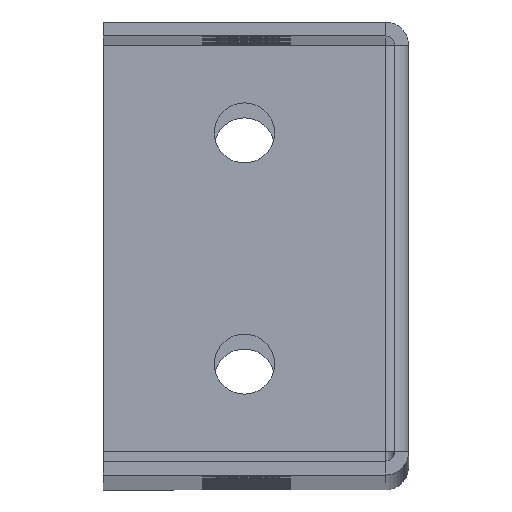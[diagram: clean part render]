
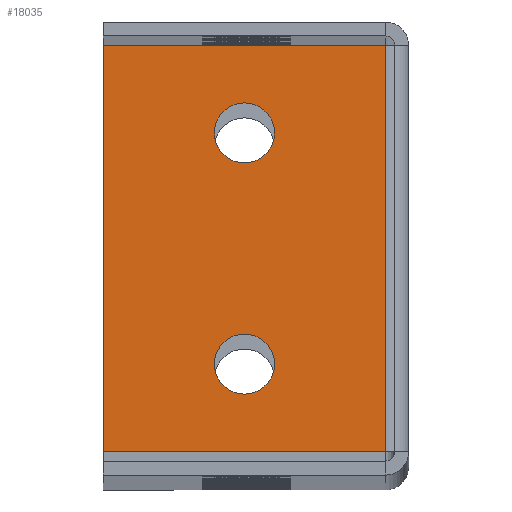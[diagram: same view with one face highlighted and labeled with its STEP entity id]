
A CAD part, top view. The second image highlights one B-rep face of the part: STEP entity #18035.
In plain terms, the highlighted planar face has unit normal (0, 0, 1).
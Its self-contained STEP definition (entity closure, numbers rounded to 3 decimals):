
#36 = FACE_BOUND ( 'NONE', #2757, .T. ) ;
#846 = VERTEX_POINT ( 'NONE', #6715 ) ;
#928 = CARTESIAN_POINT ( 'NONE',  ( 7.5, -12., 926.5 ) ) ;
#935 = AXIS2_PLACEMENT_3D ( 'NONE', #10344, #18887, #19114 ) ;
#2757 = EDGE_LOOP ( 'NONE', ( #16280, #2824 ) ) ;
#2824 = ORIENTED_EDGE ( 'NONE', *, *, #7590, .T. ) ;
#3122 = AXIS2_PLACEMENT_3D ( 'NONE', #15910, #8650, #15685 ) ;
#4161 = VERTEX_POINT ( 'NONE', #8113 ) ;
#4591 = ORIENTED_EDGE ( 'NONE', *, *, #22174, .F. ) ;
#5097 = EDGE_CURVE ( 'NONE', #846, #18297, #13254, .T. ) ;
#5239 = FACE_OUTER_BOUND ( 'NONE', #6560, .T. ) ;
#5491 = EDGE_CURVE ( 'NONE', #22200, #21156, #10325, .T. ) ;
#5833 = CARTESIAN_POINT ( 'NONE',  ( 19.5, -46.5, 926.5 ) ) ;
#5887 = CARTESIAN_POINT ( 'NONE',  ( 1., -12., 926.5 ) ) ;
#6560 = EDGE_LOOP ( 'NONE', ( #4591, #9747, #16664, #18854 ) ) ;
#6715 = CARTESIAN_POINT ( 'NONE',  ( -11., -46.5, 926.5 ) ) ;
#7181 = CIRCLE ( 'NONE', #3122, 3.25 ) ;
#7590 = EDGE_CURVE ( 'NONE', #4161, #9643, #11662, .T. ) ;
#8113 = CARTESIAN_POINT ( 'NONE',  ( 7.5, -37., 926.5 ) ) ;
#8528 = CARTESIAN_POINT ( 'NONE',  ( -11., -2.5, 926.5 ) ) ;
#8650 = DIRECTION ( 'NONE',  ( 0., 0., -1. ) ) ;
#8698 = CARTESIAN_POINT ( 'NONE',  ( 0., 0., 926.5 ) ) ;
#9076 = AXIS2_PLACEMENT_3D ( 'NONE', #19293, #17572, #13994 ) ;
#9172 = LINE ( 'NONE', #5833, #15493 ) ;
#9329 = VERTEX_POINT ( 'NONE', #5887 ) ;
#9643 = VERTEX_POINT ( 'NONE', #17737 ) ;
#9747 = ORIENTED_EDGE ( 'NONE', *, *, #5491, .T. ) ;
#10014 = CARTESIAN_POINT ( 'NONE',  ( 0., -46.5, 926.5 ) ) ;
#10078 = ORIENTED_EDGE ( 'NONE', *, *, #17046, .T. ) ;
#10325 = LINE ( 'NONE', #15632, #21789 ) ;
#10344 = CARTESIAN_POINT ( 'NONE',  ( 4.25, -12., 926.5 ) ) ;
#10452 = DIRECTION ( 'NONE',  ( 0., -1., 0. ) ) ;
#10886 = CIRCLE ( 'NONE', #935, 3.25 ) ;
#11406 = DIRECTION ( 'NONE',  ( 1., 0., 0. ) ) ;
#11662 = CIRCLE ( 'NONE', #9076, 3.25 ) ;
#12305 = CARTESIAN_POINT ( 'NONE',  ( -11., 0., 926.5 ) ) ;
#12500 = FACE_BOUND ( 'NONE', #18000, .T. ) ;
#12530 = LINE ( 'NONE', #12305, #13264 ) ;
#13253 = CIRCLE ( 'NONE', #14352, 3.25 ) ;
#13254 = LINE ( 'NONE', #10014, #15510 ) ;
#13264 = VECTOR ( 'NONE', #10452, 1000. ) ;
#13859 = EDGE_CURVE ( 'NONE', #21137, #9329, #13253, .T. ) ;
#13994 = DIRECTION ( 'NONE',  ( -1., 0., 0. ) ) ;
#14000 = PLANE ( 'NONE',  #21245 ) ;
#14238 = EDGE_CURVE ( 'NONE', #21156, #846, #12530, .T. ) ;
#14250 = CARTESIAN_POINT ( 'NONE',  ( 19.5, -2.5, 926.5 ) ) ;
#14352 = AXIS2_PLACEMENT_3D ( 'NONE', #17284, #20639, #19023 ) ;
#15493 = VECTOR ( 'NONE', #20009, 1000. ) ;
#15510 = VECTOR ( 'NONE', #11406, 1000. ) ;
#15632 = CARTESIAN_POINT ( 'NONE',  ( 0., -2.5, 926.5 ) ) ;
#15685 = DIRECTION ( 'NONE',  ( -1., 0., 0. ) ) ;
#15910 = CARTESIAN_POINT ( 'NONE',  ( 4.25, -37., 926.5 ) ) ;
#16280 = ORIENTED_EDGE ( 'NONE', *, *, #16743, .T. ) ;
#16664 = ORIENTED_EDGE ( 'NONE', *, *, #14238, .T. ) ;
#16743 = EDGE_CURVE ( 'NONE', #9643, #4161, #7181, .T. ) ;
#17046 = EDGE_CURVE ( 'NONE', #9329, #21137, #10886, .T. ) ;
#17284 = CARTESIAN_POINT ( 'NONE',  ( 4.25, -12., 926.5 ) ) ;
#17572 = DIRECTION ( 'NONE',  ( 0., 0., -1. ) ) ;
#17579 = DIRECTION ( 'NONE',  ( -1., 0., 0. ) ) ;
#17737 = CARTESIAN_POINT ( 'NONE',  ( 1., -37., 926.5 ) ) ;
#18000 = EDGE_LOOP ( 'NONE', ( #10078, #19329 ) ) ;
#18035 = ADVANCED_FACE ( 'NONE', ( #36, #12500, #5239 ), #14000, .F. ) ;
#18297 = VERTEX_POINT ( 'NONE', #19358 ) ;
#18854 = ORIENTED_EDGE ( 'NONE', *, *, #5097, .T. ) ;
#18887 = DIRECTION ( 'NONE',  ( 0., 0., -1. ) ) ;
#19023 = DIRECTION ( 'NONE',  ( -1., 0., 0. ) ) ;
#19114 = DIRECTION ( 'NONE',  ( -1., 0., 0. ) ) ;
#19293 = CARTESIAN_POINT ( 'NONE',  ( 4.25, -37., 926.5 ) ) ;
#19329 = ORIENTED_EDGE ( 'NONE', *, *, #13859, .T. ) ;
#19358 = CARTESIAN_POINT ( 'NONE',  ( 19.5, -46.5, 926.5 ) ) ;
#20009 = DIRECTION ( 'NONE',  ( 0., -1., 0. ) ) ;
#20639 = DIRECTION ( 'NONE',  ( 0., 0., -1. ) ) ;
#21039 = DIRECTION ( 'NONE',  ( 0., 0., -1. ) ) ;
#21137 = VERTEX_POINT ( 'NONE', #928 ) ;
#21156 = VERTEX_POINT ( 'NONE', #8528 ) ;
#21245 = AXIS2_PLACEMENT_3D ( 'NONE', #8698, #21039, #17579 ) ;
#21789 = VECTOR ( 'NONE', #22685, 1000. ) ;
#22174 = EDGE_CURVE ( 'NONE', #22200, #18297, #9172, .T. ) ;
#22200 = VERTEX_POINT ( 'NONE', #14250 ) ;
#22685 = DIRECTION ( 'NONE',  ( -1., 0., 0. ) ) ;
